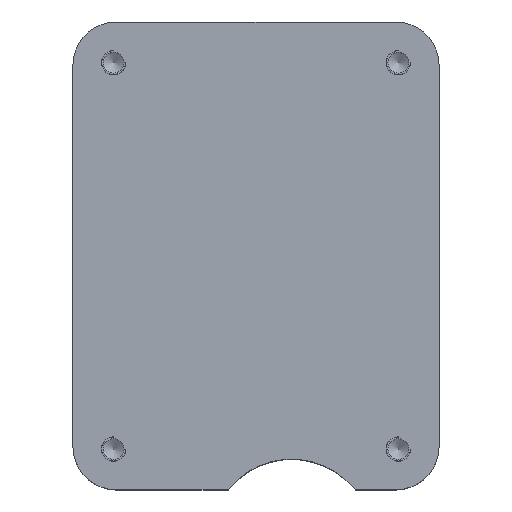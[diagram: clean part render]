
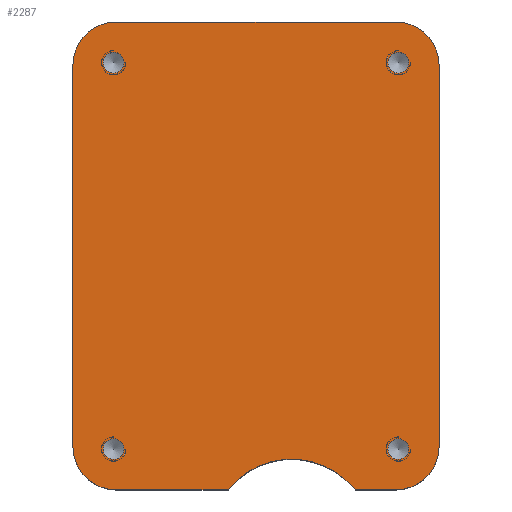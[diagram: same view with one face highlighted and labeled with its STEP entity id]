
A CAD part, top view. The second image highlights one B-rep face of the part: STEP entity #2287.
In plain terms, the highlighted planar face has unit normal (0, 0, 1).
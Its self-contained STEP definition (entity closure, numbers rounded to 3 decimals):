
#947=PLANE('',#14389);
#1639=FACE_BOUND('',#3975,.T.);
#1640=FACE_BOUND('',#3976,.T.);
#1641=FACE_BOUND('',#3977,.T.);
#1642=FACE_BOUND('',#3978,.T.);
#1643=FACE_BOUND('',#3979,.T.);
#1644=FACE_BOUND('',#3980,.T.);
#1645=FACE_BOUND('',#3981,.T.);
#1646=FACE_BOUND('',#3982,.T.);
#1647=FACE_BOUND('',#3983,.T.);
#2287=ADVANCED_FACE('',(#1639,#1640,#1641,#1642,#1643,#1644,#1645,#1646,
#1647),#947,.F.);
#3975=EDGE_LOOP('',(#8607,#8608,#8609,#8610));
#3976=EDGE_LOOP('',(#8611));
#3977=EDGE_LOOP('',(#8612,#8613,#8614,#8615));
#3978=EDGE_LOOP('',(#8616));
#3979=EDGE_LOOP('',(#8617,#8618,#8619,#8620,#8621,#8622,#8623,#8624,#8625,
#8626));
#3980=EDGE_LOOP('',(#8627));
#3981=EDGE_LOOP('',(#8628,#8629,#8630,#8631));
#3982=EDGE_LOOP('',(#8632));
#3983=EDGE_LOOP('',(#8633,#8634,#8635,#8636));
#4734=LINE('',#25000,#5471);
#4738=LINE('',#25009,#5475);
#4742=LINE('',#25021,#5479);
#4746=LINE('',#25030,#5483);
#4752=LINE('',#25047,#5489);
#4755=LINE('',#25055,#5492);
#4760=LINE('',#25068,#5497);
#4763=LINE('',#25076,#5500);
#4795=LINE('',#25274,#5532);
#4796=LINE('',#25275,#5533);
#4797=LINE('',#25279,#5534);
#4798=LINE('',#25280,#5535);
#4799=LINE('',#25281,#5536);
#5471=VECTOR('',#17266,1.);
#5475=VECTOR('',#17276,1.);
#5479=VECTOR('',#17290,1.);
#5483=VECTOR('',#17300,1.);
#5489=VECTOR('',#17320,1.);
#5492=VECTOR('',#17329,1.);
#5497=VECTOR('',#17344,1.);
#5500=VECTOR('',#17353,1.);
#5532=VECTOR('',#17479,1.);
#5533=VECTOR('',#17480,1.);
#5534=VECTOR('',#17483,1.);
#5535=VECTOR('',#17484,1.);
#5536=VECTOR('',#17485,1.);
#8607=ORIENTED_EDGE('',*,*,#12149,.F.);
#8608=ORIENTED_EDGE('',*,*,#12148,.T.);
#8609=ORIENTED_EDGE('',*,*,#12145,.F.);
#8610=ORIENTED_EDGE('',*,*,#12142,.F.);
#8611=ORIENTED_EDGE('',*,*,#12141,.T.);
#8612=ORIENTED_EDGE('',*,*,#12138,.F.);
#8613=ORIENTED_EDGE('',*,*,#12137,.T.);
#8614=ORIENTED_EDGE('',*,*,#12134,.F.);
#8615=ORIENTED_EDGE('',*,*,#12131,.F.);
#8616=ORIENTED_EDGE('',*,*,#12130,.T.);
#8617=ORIENTED_EDGE('',*,*,#12212,.F.);
#8618=ORIENTED_EDGE('',*,*,#12210,.T.);
#8619=ORIENTED_EDGE('',*,*,#12213,.F.);
#8620=ORIENTED_EDGE('',*,*,#12214,.T.);
#8621=ORIENTED_EDGE('',*,*,#12215,.F.);
#8622=ORIENTED_EDGE('',*,*,#12198,.T.);
#8623=ORIENTED_EDGE('',*,*,#12216,.F.);
#8624=ORIENTED_EDGE('',*,*,#12182,.T.);
#8625=ORIENTED_EDGE('',*,*,#12217,.T.);
#8626=ORIENTED_EDGE('',*,*,#12166,.T.);
#8627=ORIENTED_EDGE('',*,*,#12127,.T.);
#8628=ORIENTED_EDGE('',*,*,#12125,.F.);
#8629=ORIENTED_EDGE('',*,*,#12124,.T.);
#8630=ORIENTED_EDGE('',*,*,#12120,.F.);
#8631=ORIENTED_EDGE('',*,*,#12117,.F.);
#8632=ORIENTED_EDGE('',*,*,#12116,.T.);
#8633=ORIENTED_EDGE('',*,*,#12114,.F.);
#8634=ORIENTED_EDGE('',*,*,#12113,.T.);
#8635=ORIENTED_EDGE('',*,*,#12109,.F.);
#8636=ORIENTED_EDGE('',*,*,#12106,.F.);
#10394=VERTEX_POINT('',#24995);
#10395=VERTEX_POINT('',#24996);
#10396=VERTEX_POINT('',#25001);
#10397=VERTEX_POINT('',#25006);
#10398=VERTEX_POINT('',#25013);
#10399=VERTEX_POINT('',#25016);
#10400=VERTEX_POINT('',#25017);
#10401=VERTEX_POINT('',#25022);
#10402=VERTEX_POINT('',#25027);
#10403=VERTEX_POINT('',#25034);
#10404=VERTEX_POINT('',#25039);
#10405=VERTEX_POINT('',#25042);
#10406=VERTEX_POINT('',#25043);
#10407=VERTEX_POINT('',#25048);
#10408=VERTEX_POINT('',#25052);
#10409=VERTEX_POINT('',#25060);
#10410=VERTEX_POINT('',#25063);
#10411=VERTEX_POINT('',#25064);
#10412=VERTEX_POINT('',#25069);
#10413=VERTEX_POINT('',#25073);
#10428=VERTEX_POINT('',#25146);
#10429=VERTEX_POINT('',#25148);
#10440=VERTEX_POINT('',#25196);
#10441=VERTEX_POINT('',#25198);
#10452=VERTEX_POINT('',#25246);
#10453=VERTEX_POINT('',#25248);
#10459=VERTEX_POINT('',#25269);
#10460=VERTEX_POINT('',#25271);
#10461=VERTEX_POINT('',#25276);
#10462=VERTEX_POINT('',#25278);
#12106=EDGE_CURVE('',#10394,#10395,#13032,.T.);
#12109=EDGE_CURVE('',#10395,#10396,#4734,.T.);
#12113=EDGE_CURVE('',#10397,#10396,#13033,.T.);
#12114=EDGE_CURVE('',#10397,#10394,#4738,.T.);
#12116=EDGE_CURVE('',#10398,#10398,#13034,.T.);
#12117=EDGE_CURVE('',#10399,#10400,#13035,.T.);
#12120=EDGE_CURVE('',#10400,#10401,#4742,.T.);
#12124=EDGE_CURVE('',#10402,#10401,#13036,.T.);
#12125=EDGE_CURVE('',#10402,#10399,#4746,.T.);
#12127=EDGE_CURVE('',#10403,#10403,#13037,.T.);
#12130=EDGE_CURVE('',#10404,#10404,#13038,.T.);
#12131=EDGE_CURVE('',#10405,#10406,#13039,.T.);
#12134=EDGE_CURVE('',#10406,#10407,#4752,.T.);
#12137=EDGE_CURVE('',#10408,#10407,#13040,.T.);
#12138=EDGE_CURVE('',#10408,#10405,#4755,.T.);
#12141=EDGE_CURVE('',#10409,#10409,#13041,.T.);
#12142=EDGE_CURVE('',#10410,#10411,#13042,.T.);
#12145=EDGE_CURVE('',#10411,#10412,#4760,.T.);
#12148=EDGE_CURVE('',#10413,#10412,#13043,.T.);
#12149=EDGE_CURVE('',#10413,#10410,#4763,.T.);
#12166=EDGE_CURVE('',#10429,#10428,#13051,.T.);
#12182=EDGE_CURVE('',#10441,#10440,#13057,.T.);
#12198=EDGE_CURVE('',#10453,#10452,#13063,.T.);
#12210=EDGE_CURVE('',#10460,#10459,#13066,.T.);
#12212=EDGE_CURVE('',#10460,#10428,#4795,.T.);
#12213=EDGE_CURVE('',#10461,#10459,#4796,.T.);
#12214=EDGE_CURVE('',#10461,#10462,#13067,.T.);
#12215=EDGE_CURVE('',#10453,#10462,#4797,.T.);
#12216=EDGE_CURVE('',#10441,#10452,#4798,.T.);
#12217=EDGE_CURVE('',#10440,#10429,#4799,.T.);
#13032=CIRCLE('',#14310,5.9);
#13033=CIRCLE('',#14313,6.);
#13034=CIRCLE('',#14316,5.1);
#13035=CIRCLE('',#14318,5.9);
#13036=CIRCLE('',#14321,6.);
#13037=CIRCLE('',#14324,5.1);
#13038=CIRCLE('',#14326,5.1);
#13039=CIRCLE('',#14328,5.9);
#13040=CIRCLE('',#14331,6.);
#13041=CIRCLE('',#14334,5.1);
#13042=CIRCLE('',#14336,5.9);
#13043=CIRCLE('',#14339,6.);
#13051=CIRCLE('',#14355,21.);
#13057=CIRCLE('',#14367,21.);
#13063=CIRCLE('',#14379,21.);
#13066=CIRCLE('',#14386,21.);
#13067=CIRCLE('',#14388,40.);
#14310=AXIS2_PLACEMENT_3D('',#24994,#17260,#17261);
#14313=AXIS2_PLACEMENT_3D('',#25007,#17272,#17273);
#14316=AXIS2_PLACEMENT_3D('',#25012,#17280,#17281);
#14318=AXIS2_PLACEMENT_3D('',#25015,#17284,#17285);
#14321=AXIS2_PLACEMENT_3D('',#25028,#17296,#17297);
#14324=AXIS2_PLACEMENT_3D('',#25033,#17304,#17305);
#14326=AXIS2_PLACEMENT_3D('',#25038,#17310,#17311);
#14328=AXIS2_PLACEMENT_3D('',#25041,#17314,#17315);
#14331=AXIS2_PLACEMENT_3D('',#25053,#17325,#17326);
#14334=AXIS2_PLACEMENT_3D('',#25059,#17334,#17335);
#14336=AXIS2_PLACEMENT_3D('',#25062,#17338,#17339);
#14339=AXIS2_PLACEMENT_3D('',#25074,#17349,#17350);
#14355=AXIS2_PLACEMENT_3D('',#25147,#17387,#17388);
#14367=AXIS2_PLACEMENT_3D('',#25197,#17419,#17420);
#14379=AXIS2_PLACEMENT_3D('',#25247,#17451,#17452);
#14386=AXIS2_PLACEMENT_3D('',#25270,#17474,#17475);
#14388=AXIS2_PLACEMENT_3D('',#25277,#17481,#17482);
#14389=AXIS2_PLACEMENT_3D('',#25282,#17486,#17487);
#17260=DIRECTION('',(0.,0.,-1.));
#17261=DIRECTION('',(-1.,0.,0.));
#17266=DIRECTION('',(0.,1.,0.));
#17272=DIRECTION('',(0.,0.,-1.));
#17273=DIRECTION('',(-1.,0.,0.));
#17276=DIRECTION('',(-1.,0.,0.));
#17280=DIRECTION('',(0.,0.,-1.));
#17281=DIRECTION('',(-1.,0.,0.));
#17284=DIRECTION('',(0.,0.,-1.));
#17285=DIRECTION('',(-1.,0.,0.));
#17290=DIRECTION('',(0.,1.,0.));
#17296=DIRECTION('',(0.,0.,-1.));
#17297=DIRECTION('',(-1.,0.,0.));
#17300=DIRECTION('',(-1.,0.,0.));
#17304=DIRECTION('',(0.,0.,-1.));
#17305=DIRECTION('',(-1.,0.,0.));
#17310=DIRECTION('',(0.,0.,-1.));
#17311=DIRECTION('',(-1.,0.,0.));
#17314=DIRECTION('',(0.,0.,-1.));
#17315=DIRECTION('',(-1.,0.,0.));
#17320=DIRECTION('',(0.,1.,0.));
#17325=DIRECTION('',(0.,0.,-1.));
#17326=DIRECTION('',(-1.,0.,0.));
#17329=DIRECTION('',(-1.,0.,0.));
#17334=DIRECTION('',(0.,0.,-1.));
#17335=DIRECTION('',(-1.,0.,0.));
#17338=DIRECTION('',(0.,0.,-1.));
#17339=DIRECTION('',(-1.,0.,0.));
#17344=DIRECTION('',(0.,1.,0.));
#17349=DIRECTION('',(0.,0.,-1.));
#17350=DIRECTION('',(-1.,0.,0.));
#17353=DIRECTION('',(-1.,0.,0.));
#17387=DIRECTION('',(0.,0.,1.));
#17388=DIRECTION('',(1.,0.,0.));
#17419=DIRECTION('',(0.,0.,1.));
#17420=DIRECTION('',(1.,0.,0.));
#17451=DIRECTION('',(0.,0.,1.));
#17452=DIRECTION('',(1.,0.,0.));
#17474=DIRECTION('',(0.,0.,1.));
#17475=DIRECTION('',(1.,0.,0.));
#17479=DIRECTION('',(0.,1.,0.));
#17480=DIRECTION('',(-1.,0.,0.));
#17481=DIRECTION('',(0.,0.,-1.));
#17482=DIRECTION('',(-1.,0.,0.));
#17483=DIRECTION('',(-1.,0.,0.));
#17484=DIRECTION('',(0.,-1.,0.));
#17485=DIRECTION('',(-1.,0.,0.));
#17486=DIRECTION('',(0.,0.,-1.));
#17487=DIRECTION('',(-1.,0.,0.));
#24994=CARTESIAN_POINT('',(-87.5,-80.,53.));
#24995=CARTESIAN_POINT('',(-81.6,-80.,53.));
#24996=CARTESIAN_POINT('',(-87.5,-74.1,53.));
#25000=CARTESIAN_POINT('',(-87.5,-5.012,53.));
#25001=CARTESIAN_POINT('',(-87.5,-74.,53.));
#25006=CARTESIAN_POINT('',(-81.5,-80.,53.));
#25007=CARTESIAN_POINT('',(-87.5,-80.,53.));
#25009=CARTESIAN_POINT('',(-17.5,-80.,53.));
#25012=CARTESIAN_POINT('',(-87.5,-80.,53.));
#25013=CARTESIAN_POINT('',(-92.6,-80.,53.));
#25015=CARTESIAN_POINT('',(52.5,110.,53.));
#25016=CARTESIAN_POINT('',(58.4,110.,53.));
#25017=CARTESIAN_POINT('',(52.5,115.9,53.));
#25021=CARTESIAN_POINT('',(52.5,-5.012,53.));
#25022=CARTESIAN_POINT('',(52.5,116.,53.));
#25027=CARTESIAN_POINT('',(58.5,110.,53.));
#25028=CARTESIAN_POINT('',(52.5,110.,53.));
#25030=CARTESIAN_POINT('',(-17.5,110.,53.));
#25033=CARTESIAN_POINT('',(52.5,110.,53.));
#25034=CARTESIAN_POINT('',(47.4,110.,53.));
#25038=CARTESIAN_POINT('',(-87.5,110.,53.));
#25039=CARTESIAN_POINT('',(-92.6,110.,53.));
#25041=CARTESIAN_POINT('',(-87.5,110.,53.));
#25042=CARTESIAN_POINT('',(-81.6,110.,53.));
#25043=CARTESIAN_POINT('',(-87.5,115.9,53.));
#25047=CARTESIAN_POINT('',(-87.5,-5.012,53.));
#25048=CARTESIAN_POINT('',(-87.5,116.,53.));
#25052=CARTESIAN_POINT('',(-81.5,110.,53.));
#25053=CARTESIAN_POINT('',(-87.5,110.,53.));
#25055=CARTESIAN_POINT('',(-17.5,110.,53.));
#25059=CARTESIAN_POINT('',(52.5,-80.,53.));
#25060=CARTESIAN_POINT('',(47.4,-80.,53.));
#25062=CARTESIAN_POINT('',(52.5,-80.,53.));
#25063=CARTESIAN_POINT('',(58.4,-80.,53.));
#25064=CARTESIAN_POINT('',(52.5,-74.1,53.));
#25068=CARTESIAN_POINT('',(52.5,-5.012,53.));
#25069=CARTESIAN_POINT('',(52.5,-74.,53.));
#25073=CARTESIAN_POINT('',(58.5,-80.,53.));
#25074=CARTESIAN_POINT('',(52.5,-80.,53.));
#25076=CARTESIAN_POINT('',(-17.5,-80.,53.));
#25146=CARTESIAN_POINT('',(-107.5,109.,53.));
#25147=CARTESIAN_POINT('',(-86.5,109.,53.));
#25148=CARTESIAN_POINT('',(-86.5,130.,53.));
#25196=CARTESIAN_POINT('',(51.5,130.,53.));
#25197=CARTESIAN_POINT('',(51.5,109.,53.));
#25198=CARTESIAN_POINT('',(72.5,109.,53.));
#25246=CARTESIAN_POINT('',(72.5,-79.,53.));
#25247=CARTESIAN_POINT('',(51.5,-79.,53.));
#25248=CARTESIAN_POINT('',(51.5,-100.,53.));
#25269=CARTESIAN_POINT('',(-86.5,-100.,53.));
#25270=CARTESIAN_POINT('',(-86.5,-79.,53.));
#25271=CARTESIAN_POINT('',(-107.5,-79.,53.));
#25274=CARTESIAN_POINT('',(-107.5,-5.012,53.));
#25275=CARTESIAN_POINT('',(-17.5,-100.,53.));
#25276=CARTESIAN_POINT('',(-31.225,-100.,53.));
#25277=CARTESIAN_POINT('',(0.,-125.,53.));
#25278=CARTESIAN_POINT('',(31.225,-100.,53.));
#25279=CARTESIAN_POINT('',(-17.5,-100.,53.));
#25280=CARTESIAN_POINT('',(72.5,-5.012,53.));
#25281=CARTESIAN_POINT('',(-17.5,130.,53.));
#25282=CARTESIAN_POINT('',(-17.5,-5.012,53.));
